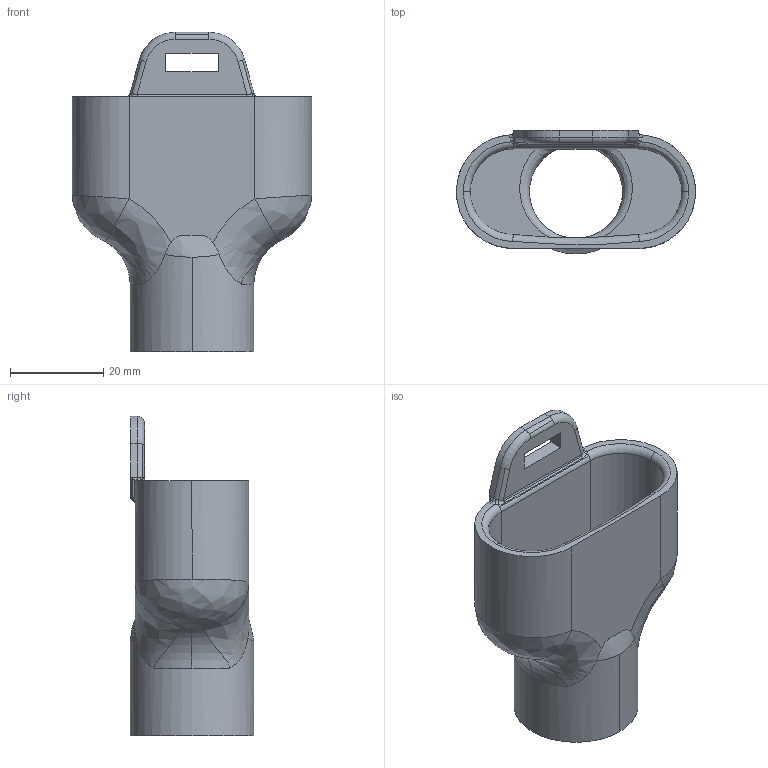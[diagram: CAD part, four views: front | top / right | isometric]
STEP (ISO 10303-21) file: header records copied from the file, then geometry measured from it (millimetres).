
FILE_DESCRIPTION(('STEP AP214'),'1');
FILE_NAME('snorkel_adapter.step.stp','2020-03-24T18:22:43',('John Pateman'),(''),'Spatial InterOp 3D',' ',' ');
FILE_SCHEMA(('AUTOMOTIVE_DESIGN { 1 0 10303 214 1 1 1 1 }'));
Length unit declared in the file: inch
Products named in the file (1): Body1
Bounding box: 51.4 x 26.6 x 68.65 mm (x, y, z)
Volume: 19811.7 mm3; surface area: 12327.7 mm2
Topology: 1 solids, 1 shells, 102 faces, 278 edges, 177 vertices
Faces by surface type: cylinder 44, bspline 23, plane 19, torus 12, cone 2, sphere 2
Entity records: 5847 total; most frequent: CARTESIAN_POINT 2568, ORIENTED_EDGE 556, DIRECTION 459, EDGE_CURVE 278, AXIS2_PLACEMENT_3D 187, VERTEX_POINT 177, EDGE_LOOP 105, STYLED_ITEM 103
